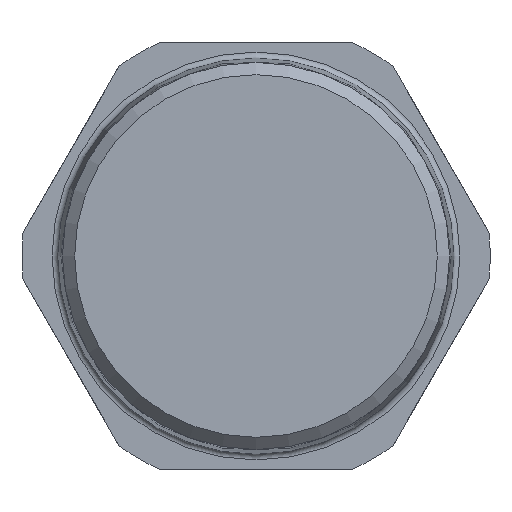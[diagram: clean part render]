
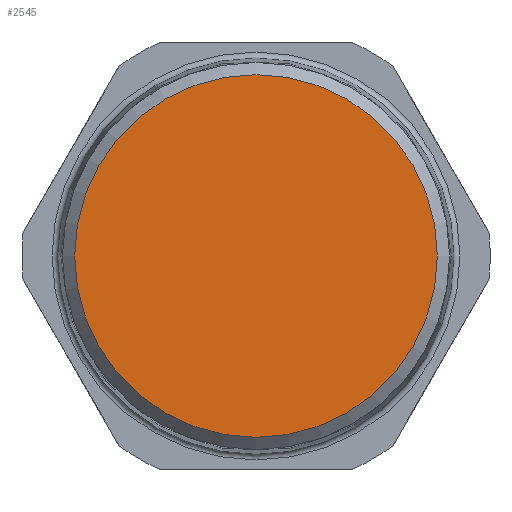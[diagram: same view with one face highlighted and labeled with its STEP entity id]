
A CAD part, left-side view. The second image highlights one B-rep face of the part: STEP entity #2545.
In plain terms, the highlighted planar face has unit normal (-1, 0, 0).
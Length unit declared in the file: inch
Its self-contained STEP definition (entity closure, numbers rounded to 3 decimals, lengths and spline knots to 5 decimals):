
#427=FACE_OUTER_BOUND('',#564,.T.);
#564=EDGE_LOOP('',(#2180));
#840=CIRCLE('',#2954,0.60226);
#1106=VERTEX_POINT('',#4910);
#1472=EDGE_CURVE('',#1106,#1106,#840,.T.);
#2180=ORIENTED_EDGE('',*,*,#1472,.F.);
#2332=PLANE('',#2953);
#2545=ADVANCED_FACE('',(#427),#2332,.T.);
#2953=AXIS2_PLACEMENT_3D('',#4909,#3792,#3793);
#2954=AXIS2_PLACEMENT_3D('',#4911,#3794,#3795);
#3792=DIRECTION('center_axis',(-1.,0.,0.));
#3793=DIRECTION('ref_axis',(0.,0.,-1.));
#3794=DIRECTION('center_axis',(1.,0.,0.));
#3795=DIRECTION('ref_axis',(0.,1.,0.));
#4909=CARTESIAN_POINT('Origin',(-2.01378,-0.64163,0.));
#4910=CARTESIAN_POINT('',(-2.01378,-0.60226,0.));
#4911=CARTESIAN_POINT('Origin',(-2.01378,0.,
0.));
